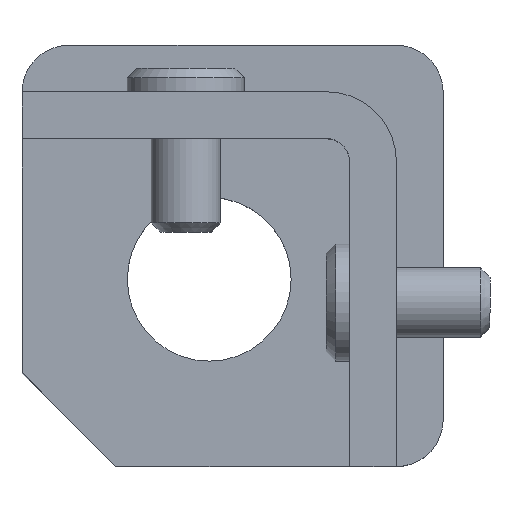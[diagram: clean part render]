
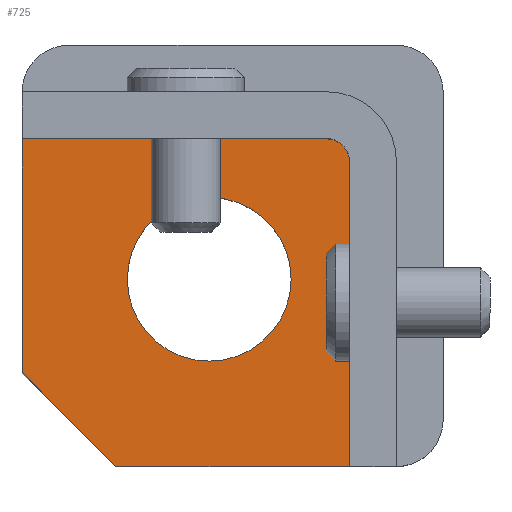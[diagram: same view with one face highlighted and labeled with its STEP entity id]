
A CAD part, top view. The second image highlights one B-rep face of the part: STEP entity #725.
In plain terms, the highlighted planar face has unit normal (0, 0, 1).
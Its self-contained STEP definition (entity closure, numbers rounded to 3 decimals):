
#49=FACE_BOUND('',#165,.T.);
#76=PLANE('',#830);
#116=FACE_OUTER_BOUND('',#164,.T.);
#164=EDGE_LOOP('',(#662,#663,#664,#665,#666,#667));
#165=EDGE_LOOP('',(#668));
#224=LINE('',#1218,#294);
#225=LINE('',#1221,#295);
#230=LINE('',#1235,#300);
#234=LINE('',#1243,#304);
#237=LINE('',#1247,#307);
#294=VECTOR('',#1008,10.);
#295=VECTOR('',#1011,10.);
#300=VECTOR('',#1024,10.);
#304=VECTOR('',#1032,10.);
#307=VECTOR('',#1037,10.);
#329=CIRCLE('',#820,5.);
#330=CIRCLE('',#824,17.5);
#383=VERTEX_POINT('',#1210);
#384=VERTEX_POINT('',#1211);
#385=VERTEX_POINT('',#1216);
#386=VERTEX_POINT('',#1220);
#387=VERTEX_POINT('',#1224);
#391=VERTEX_POINT('',#1233);
#393=VERTEX_POINT('',#1242);
#468=EDGE_CURVE('',#383,#384,#329,.T.);
#472=EDGE_CURVE('',#384,#385,#224,.T.);
#473=EDGE_CURVE('',#386,#383,#225,.T.);
#475=EDGE_CURVE('',#387,#387,#330,.T.);
#480=EDGE_CURVE('',#385,#391,#230,.T.);
#484=EDGE_CURVE('',#393,#386,#234,.T.);
#487=EDGE_CURVE('',#391,#393,#237,.T.);
#662=ORIENTED_EDGE('',*,*,#468,.T.);
#663=ORIENTED_EDGE('',*,*,#472,.T.);
#664=ORIENTED_EDGE('',*,*,#480,.T.);
#665=ORIENTED_EDGE('',*,*,#487,.T.);
#666=ORIENTED_EDGE('',*,*,#484,.T.);
#667=ORIENTED_EDGE('',*,*,#473,.T.);
#668=ORIENTED_EDGE('',*,*,#475,.T.);
#725=ADVANCED_FACE('',(#116,#49),#76,.T.);
#820=AXIS2_PLACEMENT_3D('',#1212,#1001,#1002);
#824=AXIS2_PLACEMENT_3D('',#1225,#1015,#1016);
#830=AXIS2_PLACEMENT_3D('',#1248,#1038,#1039);
#1001=DIRECTION('center_axis',(0.,0.,1.));
#1002=DIRECTION('ref_axis',(0.707,0.707,0.));
#1008=DIRECTION('',(-1.,0.,0.));
#1011=DIRECTION('',(0.,1.,0.));
#1015=DIRECTION('center_axis',(0.,0.,-1.));
#1016=DIRECTION('ref_axis',(1.,0.,0.));
#1024=DIRECTION('',(0.,-1.,0.));
#1032=DIRECTION('',(1.,0.,0.));
#1037=DIRECTION('',(0.707,-0.707,0.));
#1038=DIRECTION('center_axis',(0.,0.,1.));
#1039=DIRECTION('ref_axis',(1.,0.,0.));
#1210=CARTESIAN_POINT('',(70.,65.,10.));
#1211=CARTESIAN_POINT('',(65.,70.,10.));
#1212=CARTESIAN_POINT('Origin',(65.,65.,10.));
#1216=CARTESIAN_POINT('',(0.,70.,10.));
#1218=CARTESIAN_POINT('',(20.,70.,10.));
#1220=CARTESIAN_POINT('',(70.,0.,10.));
#1221=CARTESIAN_POINT('',(70.,55.,10.));
#1224=CARTESIAN_POINT('',(22.5,40.,10.));
#1225=CARTESIAN_POINT('Origin',(40.,40.,10.));
#1233=CARTESIAN_POINT('',(0.,20.,10.));
#1235=CARTESIAN_POINT('',(0.,80.,10.));
#1242=CARTESIAN_POINT('',(20.,0.,10.));
#1243=CARTESIAN_POINT('',(0.,0.,10.));
#1247=CARTESIAN_POINT('',(0.,20.,10.));
#1248=CARTESIAN_POINT('Origin',(40.,40.,10.));
